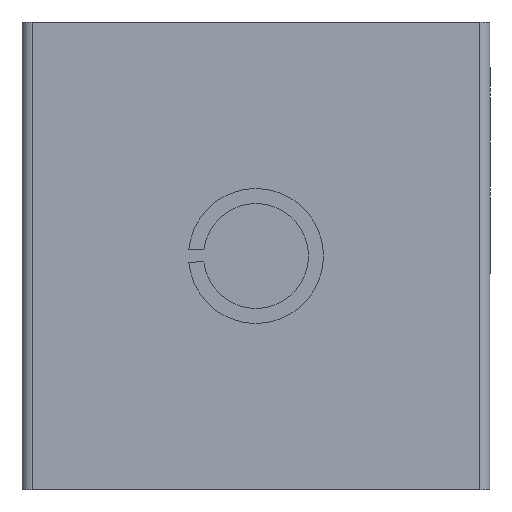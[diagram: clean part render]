
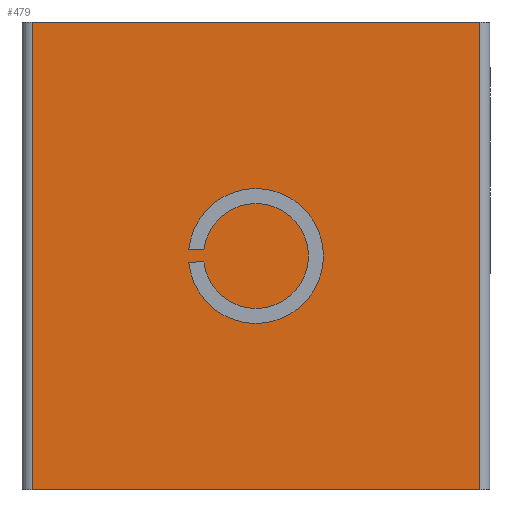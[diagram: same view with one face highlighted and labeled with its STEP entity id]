
A CAD part, front view. The second image highlights one B-rep face of the part: STEP entity #479.
In plain terms, the highlighted planar face has unit normal (0, -1, 0).
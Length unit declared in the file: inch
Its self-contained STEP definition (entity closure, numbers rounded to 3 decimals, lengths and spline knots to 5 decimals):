
#2 = ORIENTED_EDGE ( 'NONE', *, *, #137, .T. ) ;
#3 = CARTESIAN_POINT ( 'NONE',  ( 0., 0., 0. ) ) ;
#4 = CIRCLE ( 'NONE', #243, 0.5625 ) ;
#5 = CIRCLE ( 'NONE', #731, 0.5625 ) ;
#12 = CARTESIAN_POINT ( 'NONE',  ( -0.56027, 0., -0.05 ) ) ;
#20 = DIRECTION ( 'NONE',  ( 0., -1., 0. ) ) ;
#30 = EDGE_CURVE ( 'NONE', #888, #1078, #4, .T. ) ;
#36 = EDGE_CURVE ( 'NONE', #263, #511, #305, .T. ) ;
#41 = DIRECTION ( 'NONE',  ( -1., 0., 0. ) ) ;
#53 = CARTESIAN_POINT ( 'NONE',  ( -0.43463, 0., -0.05 ) ) ;
#76 = FACE_OUTER_BOUND ( 'NONE', #270, .T. ) ;
#77 = AXIS2_PLACEMENT_3D ( 'NONE', #745, #20, #1003 ) ;
#78 = VERTEX_POINT ( 'NONE', #615 ) ;
#87 = FACE_BOUND ( 'NONE', #335, .T. ) ;
#133 = VERTEX_POINT ( 'NONE', #837 ) ;
#137 = EDGE_CURVE ( 'NONE', #511, #739, #268, .T. ) ;
#145 = ORIENTED_EDGE ( 'NONE', *, *, #36, .T. ) ;
#148 = ORIENTED_EDGE ( 'NONE', *, *, #790, .F. ) ;
#156 = ORIENTED_EDGE ( 'NONE', *, *, #208, .T. ) ;
#176 = VERTEX_POINT ( 'NONE', #727 ) ;
#178 = DIRECTION ( 'NONE',  ( 0., 0., 1. ) ) ;
#201 = DIRECTION ( 'NONE',  ( 0., 0., -1. ) ) ;
#208 = EDGE_CURVE ( 'NONE', #1078, #263, #1087, .T. ) ;
#243 = AXIS2_PLACEMENT_3D ( 'NONE', #3, #800, #814 ) ;
#247 = CARTESIAN_POINT ( 'NONE',  ( 0., 0., 0. ) ) ;
#252 = EDGE_CURVE ( 'NONE', #133, #888, #5, .T. ) ;
#262 = DIRECTION ( 'NONE',  ( 0., -1., 0. ) ) ;
#263 = VERTEX_POINT ( 'NONE', #53 ) ;
#268 = CIRCLE ( 'NONE', #77, 0.4375 ) ;
#270 = EDGE_LOOP ( 'NONE', ( #857, #732, #148, #644 ) ) ;
#286 = VERTEX_POINT ( 'NONE', #1116 ) ;
#290 = VECTOR ( 'NONE', #201, 39.37008 ) ;
#294 = CARTESIAN_POINT ( 'NONE',  ( -1.95, 0., -0.05 ) ) ;
#305 = CIRCLE ( 'NONE', #893, 0.4375 ) ;
#326 = CARTESIAN_POINT ( 'NONE',  ( -1.95, 0., -1.95 ) ) ;
#335 = EDGE_LOOP ( 'NONE', ( #1118, #1125, #1086, #156, #145, #2, #809, #685 ) ) ;
#337 = CARTESIAN_POINT ( 'NONE',  ( 1.864, 0., -1.95 ) ) ;
#357 = CARTESIAN_POINT ( 'NONE',  ( 0., 0., 0. ) ) ;
#399 = EDGE_CURVE ( 'NONE', #739, #78, #913, .T. ) ;
#407 = LINE ( 'NONE', #670, #1136 ) ;
#420 = CARTESIAN_POINT ( 'NONE',  ( -1.864, 0., -1.95 ) ) ;
#433 = PLANE ( 'NONE',  #877 ) ;
#434 = CIRCLE ( 'NONE', #544, 0.5625 ) ;
#447 = CARTESIAN_POINT ( 'NONE',  ( -1.95, 0., -1.95 ) ) ;
#458 = EDGE_CURVE ( 'NONE', #286, #133, #434, .T. ) ;
#479 = ADVANCED_FACE ( 'NONE', ( #76, #87 ), #433, .T. ) ;
#486 = CARTESIAN_POINT ( 'NONE',  ( 1.95, 0., 1.95 ) ) ;
#491 = DIRECTION ( 'NONE',  ( -1., 0., 0. ) ) ;
#511 = VERTEX_POINT ( 'NONE', #565 ) ;
#517 = DIRECTION ( 'NONE',  ( 0., 0., 1. ) ) ;
#519 = AXIS2_PLACEMENT_3D ( 'NONE', #1057, #262, #965 ) ;
#535 = CARTESIAN_POINT ( 'NONE',  ( -1.864, 0., -1.95 ) ) ;
#544 = AXIS2_PLACEMENT_3D ( 'NONE', #780, #1140, #178 ) ;
#565 = CARTESIAN_POINT ( 'NONE',  ( 0., 0., -0.4375 ) ) ;
#592 = DIRECTION ( 'NONE',  ( 0., 1., 0. ) ) ;
#615 = CARTESIAN_POINT ( 'NONE',  ( -0.43463, 0., 0.05 ) ) ;
#620 = VECTOR ( 'NONE', #41, 39.37008 ) ;
#625 = LINE ( 'NONE', #535, #1101 ) ;
#644 = ORIENTED_EDGE ( 'NONE', *, *, #919, .T. ) ;
#666 = CARTESIAN_POINT ( 'NONE',  ( 0., 0., 0.4375 ) ) ;
#670 = CARTESIAN_POINT ( 'NONE',  ( -1.95, 0., 0.05 ) ) ;
#671 = DIRECTION ( 'NONE',  ( 0., 0., 1. ) ) ;
#685 = ORIENTED_EDGE ( 'NONE', *, *, #781, .T. ) ;
#718 = VERTEX_POINT ( 'NONE', #420 ) ;
#724 = CARTESIAN_POINT ( 'NONE',  ( 1.864, 0., -1.95 ) ) ;
#727 = CARTESIAN_POINT ( 'NONE',  ( 1.864, 0., 1.95 ) ) ;
#731 = AXIS2_PLACEMENT_3D ( 'NONE', #247, #592, #671 ) ;
#732 = ORIENTED_EDGE ( 'NONE', *, *, #1080, .F. ) ;
#739 = VERTEX_POINT ( 'NONE', #666 ) ;
#745 = CARTESIAN_POINT ( 'NONE',  ( 0., 0., 0. ) ) ;
#749 = DIRECTION ( 'NONE',  ( 1., 0., 0. ) ) ;
#780 = CARTESIAN_POINT ( 'NONE',  ( 0., 0., 0. ) ) ;
#781 = EDGE_CURVE ( 'NONE', #78, #286, #407, .T. ) ;
#782 = VERTEX_POINT ( 'NONE', #337 ) ;
#790 = EDGE_CURVE ( 'NONE', #794, #176, #854, .T. ) ;
#793 = DIRECTION ( 'NONE',  ( 0., -1., 0. ) ) ;
#794 = VERTEX_POINT ( 'NONE', #1019 ) ;
#798 = DIRECTION ( 'NONE',  ( 0., 0., -1. ) ) ;
#800 = DIRECTION ( 'NONE',  ( 0., 1., 0. ) ) ;
#802 = VECTOR ( 'NONE', #749, 39.37008 ) ;
#805 = EDGE_CURVE ( 'NONE', #782, #718, #1114, .T. ) ;
#809 = ORIENTED_EDGE ( 'NONE', *, *, #399, .T. ) ;
#814 = DIRECTION ( 'NONE',  ( 0., 0., 1. ) ) ;
#822 = VECTOR ( 'NONE', #1034, 39.37008 ) ;
#837 = CARTESIAN_POINT ( 'NONE',  ( 0., 0., 0.5625 ) ) ;
#854 = LINE ( 'NONE', #486, #822 ) ;
#857 = ORIENTED_EDGE ( 'NONE', *, *, #805, .F. ) ;
#877 = AXIS2_PLACEMENT_3D ( 'NONE', #447, #793, #798 ) ;
#888 = VERTEX_POINT ( 'NONE', #1139 ) ;
#893 = AXIS2_PLACEMENT_3D ( 'NONE', #357, #1061, #517 ) ;
#912 = LINE ( 'NONE', #724, #290 ) ;
#913 = CIRCLE ( 'NONE', #519, 0.4375 ) ;
#919 = EDGE_CURVE ( 'NONE', #794, #718, #625, .T. ) ;
#959 = DIRECTION ( 'NONE',  ( 0., 0., -1. ) ) ;
#965 = DIRECTION ( 'NONE',  ( 0., 0., 1. ) ) ;
#1003 = DIRECTION ( 'NONE',  ( 0., 0., 1. ) ) ;
#1019 = CARTESIAN_POINT ( 'NONE',  ( -1.864, 0., 1.95 ) ) ;
#1034 = DIRECTION ( 'NONE',  ( 1., 0., 0. ) ) ;
#1057 = CARTESIAN_POINT ( 'NONE',  ( 0., 0., 0. ) ) ;
#1061 = DIRECTION ( 'NONE',  ( 0., -1., 0. ) ) ;
#1078 = VERTEX_POINT ( 'NONE', #12 ) ;
#1080 = EDGE_CURVE ( 'NONE', #176, #782, #912, .T. ) ;
#1086 = ORIENTED_EDGE ( 'NONE', *, *, #30, .T. ) ;
#1087 = LINE ( 'NONE', #294, #802 ) ;
#1101 = VECTOR ( 'NONE', #959, 39.37008 ) ;
#1114 = LINE ( 'NONE', #326, #620 ) ;
#1116 = CARTESIAN_POINT ( 'NONE',  ( -0.56027, 0., 0.05 ) ) ;
#1118 = ORIENTED_EDGE ( 'NONE', *, *, #458, .T. ) ;
#1125 = ORIENTED_EDGE ( 'NONE', *, *, #252, .T. ) ;
#1136 = VECTOR ( 'NONE', #491, 39.37008 ) ;
#1139 = CARTESIAN_POINT ( 'NONE',  ( 0., 0., -0.5625 ) ) ;
#1140 = DIRECTION ( 'NONE',  ( 0., 1., 0. ) ) ;
